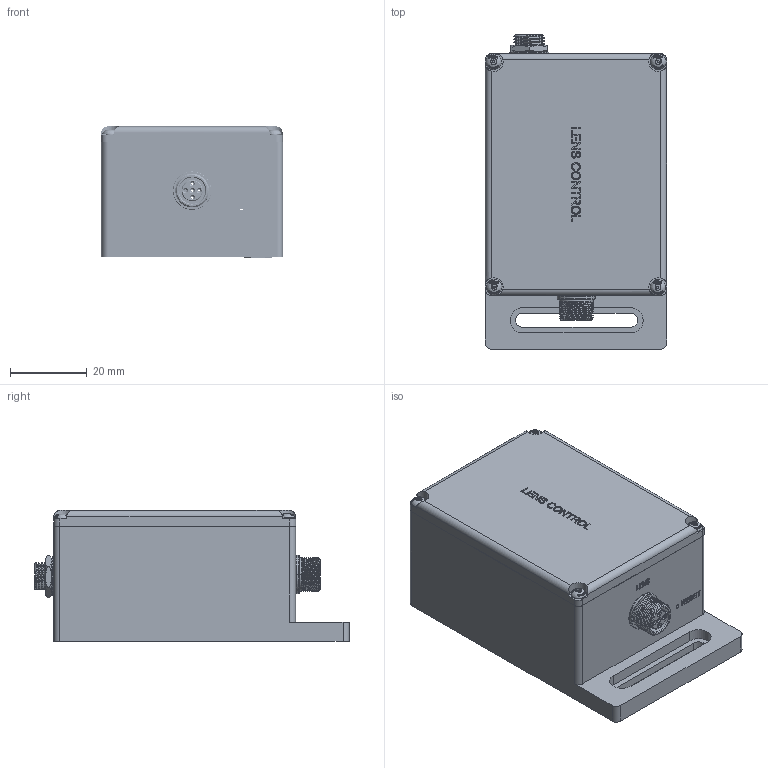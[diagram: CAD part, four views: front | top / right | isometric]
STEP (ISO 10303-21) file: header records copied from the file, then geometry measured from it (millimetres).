
FILE_DESCRIPTION(/* description */ ('Alibre Inc.'),/* implementation_level */ '2;1');
FILE_NAME(/* name */ 'export-D0CAE48D-9006-40C9-A66A-0710FC13289B',/* time_stamp */ '2021-06-28T11:54:36-04:00',/* author */ (''),/* organization */ (''),/* preprocessor_version */ 'ST-DEVELOPER v17',/* originating_system */ 'Alibre',/* authorisation */ '');
FILE_SCHEMA (('CONFIG_CONTROL_DESIGN'));
Length unit declared in the file: millimetre
Bounding box: 47.3 x 81.91 x 34.17 mm (x, y, z)
Volume: 47326 mm3; surface area: 31361.4 mm2
Topology: 27 solids, 27 shells, 3888 faces, 10149 edges, 6601 vertices
Faces by surface type: plane 1751, cylinder 997, bspline 691, cone 244, torus 205
Full cylindrical faces by diameter (mm): 0.562 x4, 1.016 x1, 1.692 x136, 1.694 x4, 2.184 x72, 2.438 x4, 4.064 x4, 4.216 x4, 7.925 x1, 10.16 x1
Entity records: 79375 total; most frequent: CARTESIAN_POINT 36156, ORIENTED_EDGE 9994, DIRECTION 5788, EDGE_CURVE 4997, VERTEX_POINT 3282, VECTOR 2478, LINE 2478, AXIS2_PLACEMENT_3D 2091
